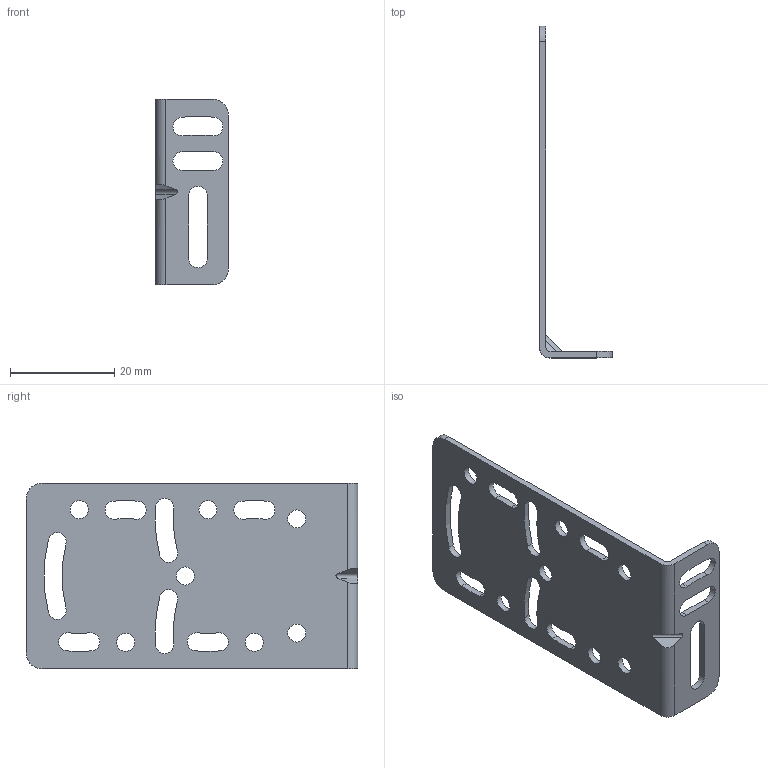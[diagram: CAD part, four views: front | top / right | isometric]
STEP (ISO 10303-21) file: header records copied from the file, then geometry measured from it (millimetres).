
FILE_DESCRIPTION(/* description */ (''),/* implementation_level */ '2;1');
FILE_NAME(/* name */ 'fc17-142_Bracket.ipt.step',/* time_stamp */ '2017-01-05T11:46:56-08:00',/* author */ ('Autodesk Inc.'),/* organization */ ('Autodesk Inc.'),/* preprocessor_version */ 'ST-DEVELOPER v16.5',/* originating_system */ 'Autodesk Inventor 2017',/* authorisation */ '');
FILE_SCHEMA (('AUTOMOTIVE_DESIGN { 1 0 10303 214 3 1 1 }'));
Length unit declared in the file: inch
Products named in the file (1): fc17-142
Bounding box: 13.97 x 63.5 x 35.56 mm (x, y, z)
Volume: 2762.8 mm3; surface area: 5207.4 mm2
Topology: 1 solids, 1 shells, 69 faces, 201 edges, 134 vertices
Faces by surface type: cylinder 53, plane 16
Full cylindrical faces by diameter (mm): 3.454 x7
Entity records: 2406 total; most frequent: DIRECTION 440, CARTESIAN_POINT 398, ORIENTED_EDGE 388, EDGE_CURVE 194, AXIS2_PLACEMENT_3D 176, VERTEX_POINT 134, EDGE_LOOP 110, CIRCLE 98
